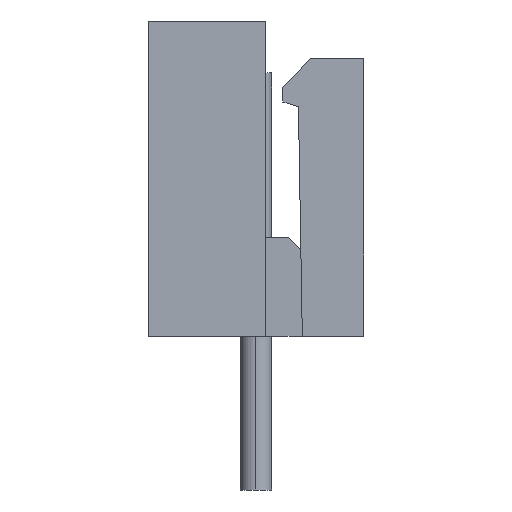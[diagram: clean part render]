
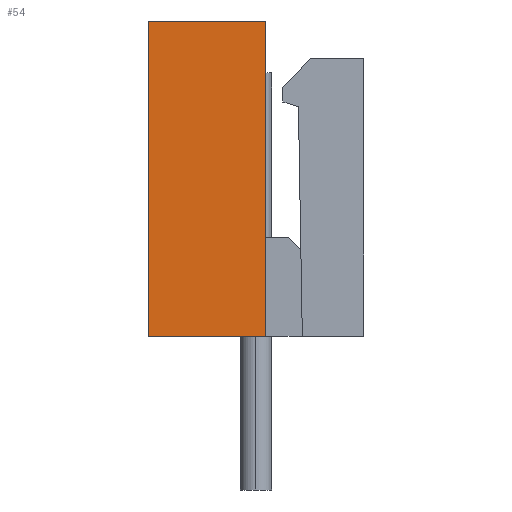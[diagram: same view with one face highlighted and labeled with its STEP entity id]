
A CAD part, left-side view. The second image highlights one B-rep face of the part: STEP entity #54.
In plain terms, the highlighted planar face has unit normal (-1, 0, 0).
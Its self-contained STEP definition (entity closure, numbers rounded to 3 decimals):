
#54=ADVANCED_FACE('',(#243),#244,.F.);
#243=FACE_OUTER_BOUND('',#619,.T.);
#244=PLANE('',#620);
#619=EDGE_LOOP('',(#1035,#1036,#1037,#1038));
#620=AXIS2_PLACEMENT_3D('',#1039,#1040,#1041);
#1035=ORIENTED_EDGE('',*,*,#2455,.T.);
#1036=ORIENTED_EDGE('',*,*,#2456,.F.);
#1037=ORIENTED_EDGE('',*,*,#2457,.F.);
#1038=ORIENTED_EDGE('',*,*,#2458,.T.);
#1039=CARTESIAN_POINT('',(-11.205,0.0,0.0));
#1040=DIRECTION('',(1.0,0.0,0.0));
#1041=DIRECTION('',(0.0,1.0,0.0));
#2455=EDGE_CURVE('',#2939,#2940,#2941,.T.);
#2456=EDGE_CURVE('',#2942,#2940,#2943,.T.);
#2457=EDGE_CURVE('',#2944,#2942,#2945,.T.);
#2458=EDGE_CURVE('',#2944,#2939,#2946,.T.);
#2939=VERTEX_POINT('',#3697);
#2940=VERTEX_POINT('',#3698);
#2941=LINE('',#3699,#3700);
#2942=VERTEX_POINT('',#3701);
#2943=LINE('',#3702,#3703);
#2944=VERTEX_POINT('',#3704);
#2945=LINE('',#3705,#3706);
#2946=LINE('',#3707,#3708);
#3697=CARTESIAN_POINT('',(-11.205,-0.195,6.48));
#3698=CARTESIAN_POINT('',(-11.205,2.225,6.48));
#3699=CARTESIAN_POINT('',(-11.205,-0.195,6.48));
#3700=VECTOR('',#4779,2.42);
#3701=CARTESIAN_POINT('',(-11.205,2.225,0.0));
#3702=CARTESIAN_POINT('',(-11.205,2.225,0.0));
#3703=VECTOR('',#4780,6.48);
#3704=CARTESIAN_POINT('',(-11.205,-0.195,0.0));
#3705=CARTESIAN_POINT('',(-11.205,-0.195,0.0));
#3706=VECTOR('',#4781,2.42);
#3707=CARTESIAN_POINT('',(-11.205,-0.195,0.0));
#3708=VECTOR('',#4782,6.48);
#4779=DIRECTION('',(0.0,1.0,0.0));
#4780=DIRECTION('',(0.0,0.0,1.0));
#4781=DIRECTION('',(0.0,1.0,0.0));
#4782=DIRECTION('',(0.0,0.0,1.0));
